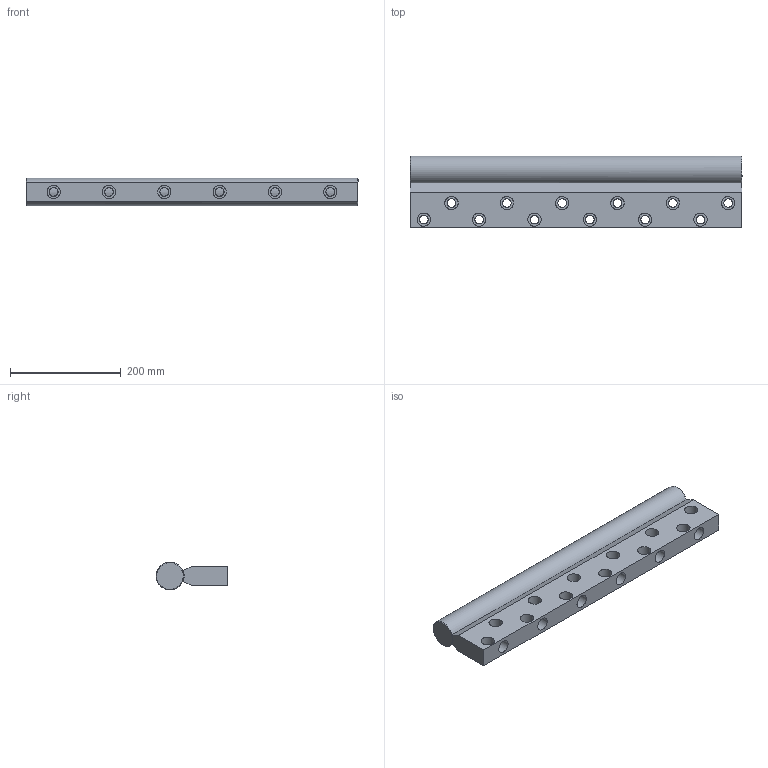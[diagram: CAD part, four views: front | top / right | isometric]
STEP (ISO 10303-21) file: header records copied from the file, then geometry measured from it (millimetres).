
FILE_DESCRIPTION ((), '1');
FILE_NAME ('WU54-150.stp', '2019-01-17T14:31:30', ('Unknown'), ('Unknown'), 'HarmonyWare STEP v2.0.5', 'Vectorworks', '');
FILE_SCHEMA (('CONFIG_CONTROL_DESIGN'));
Length unit declared in the file: millimetre
Products named in the file (3): NONE
Assembly tree (2 placements, depth 2):
  NONE
    NONE
    NONE
Bounding box: 600 x 130 x 50 mm (x, y, z)
Volume: 2533407.4 mm3; surface area: 283854.5 mm2
Topology: 2 solids, 2 shells, 68 faces, 253 edges, 201 vertices
Faces by surface type: bspline 68
Entity records: 4295 total; most frequent: CARTESIAN_POINT 2571, ORIENTED_EDGE 506, EDGE_CURVE 253, VERTEX_POINT 201, EDGE_LOOP 116, B_SPLINE_CURVE_WITH_KNOTS 84, FACE_OUTER_BOUND 68, ADVANCED_FACE 68
